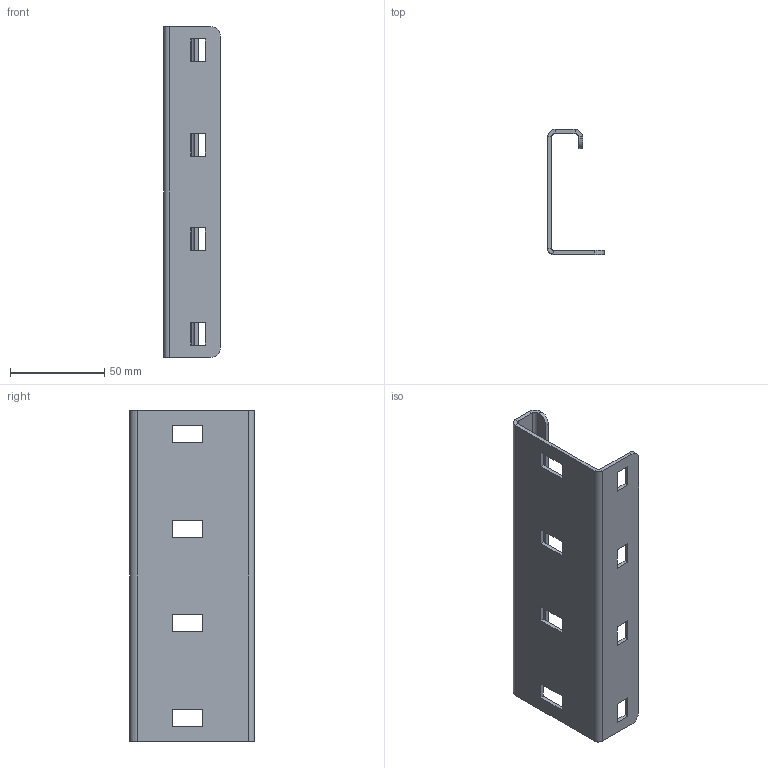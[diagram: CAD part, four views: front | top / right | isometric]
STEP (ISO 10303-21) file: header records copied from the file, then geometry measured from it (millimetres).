
FILE_DESCRIPTION((''),'2;1');
FILE_NAME('461001','2019-10-16T11:52:05',('tomasz.grudniewski'),(''),'CREO PARAMETRIC BY PTC INC, 2019080','CREO PARAMETRIC BY PTC INC, 2019080','');
FILE_SCHEMA(('CONFIG_CONTROL_DESIGN'));
Length unit declared in the file: millimetre
Products named in the file (1): 461001
Bounding box: 30 x 66 x 175 mm (x, y, z)
Volume: 38310.3 mm3; surface area: 40173.4 mm2
Topology: 1 solids, 1 shells, 66 faces, 168 edges, 104 vertices
Faces by surface type: plane 56, cylinder 10
Entity records: 2010 total; most frequent: CARTESIAN_POINT 338, ORIENTED_EDGE 336, DIRECTION 320, EDGE_CURVE 168, VECTOR 148, LINE 148, VERTEX_POINT 104, AXIS2_PLACEMENT_3D 86
